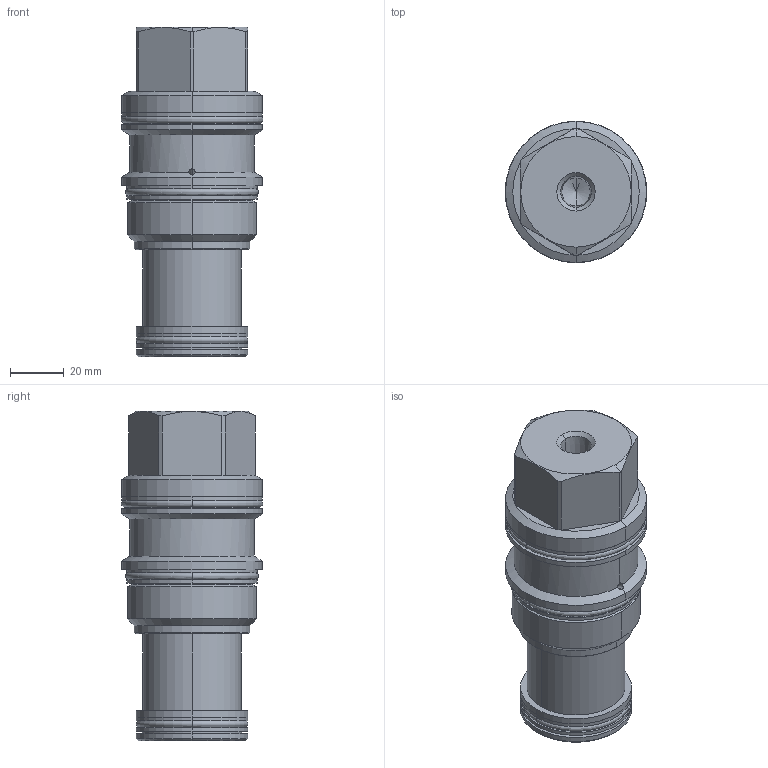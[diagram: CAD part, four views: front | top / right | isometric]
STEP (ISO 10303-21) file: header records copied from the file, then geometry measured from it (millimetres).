
FILE_DESCRIPTION((''),'2;1');
FILE_NAME('CKIE-VCN_PRT','2009-02-23T',('Administrator'),(''),'PRO/ENGINEER BY PARAMETRIC TECHNOLOGY CORPORATION, 2006240','PRO/ENGINEER BY PARAMETRIC TECHNOLOGY CORPORATION, 2006240','');
FILE_SCHEMA(('CONFIG_CONTROL_DESIGN'));
Length unit declared in the file: inch
Products named in the file (1): CKIE-VCN_PRT
Bounding box: 52.53 x 52.51 x 122.2 mm (x, y, z)
Volume: 175591.9 mm3; surface area: 30497.8 mm2
Topology: 2 solids, 2 shells, 170 faces, 379 edges, 229 vertices
Faces by surface type: cylinder 72, plane 37, cone 31, torus 20, revolution 8, sphere 2
Entity records: 5567 total; most frequent: CARTESIAN_POINT 1679, DIRECTION 870, ORIENTED_EDGE 754, EDGE_CURVE 377, AXIS2_PLACEMENT_3D 375, VERTEX_POINT 229, CIRCLE 213, EDGE_LOOP 194
